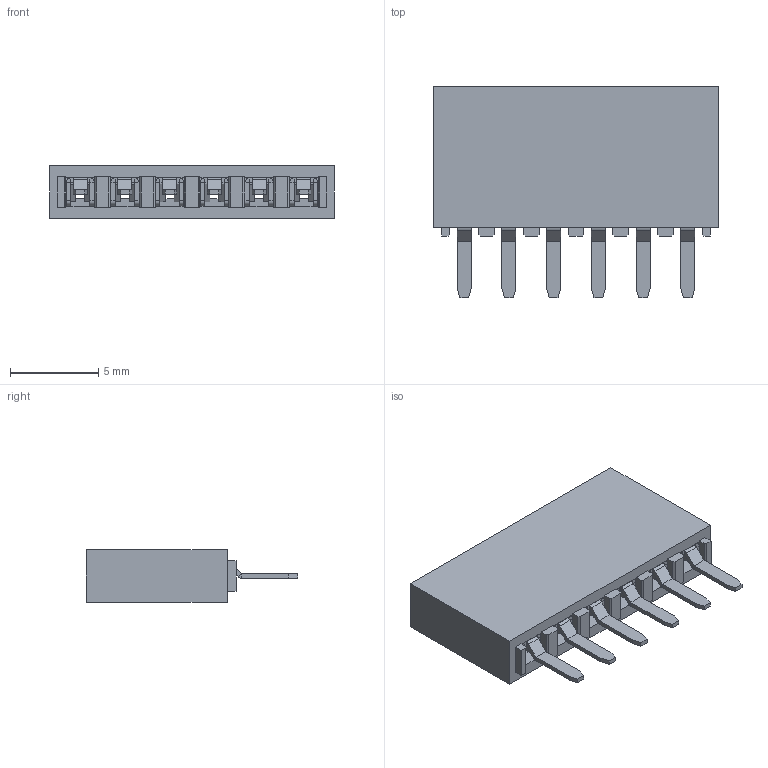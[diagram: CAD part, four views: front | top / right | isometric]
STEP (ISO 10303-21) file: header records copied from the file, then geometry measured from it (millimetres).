
FILE_DESCRIPTION(/* description */ (''),/* implementation_level */ '2;1');
FILE_NAME(/* name */ '624-06-1-20-xx.stp',/* time_stamp */ '2025-05-27T11:58:26+08:00',/* author */ (''),/* organization */ (''),/* preprocessor_version */ 'ST-DEVELOPER v15',/* originating_system */ 'SIEMENS PLM Software NX 9.0',/* authorisation */ '');
FILE_SCHEMA (('AP203_CONFIGURATION_CONTROLLED_3D_DESIGN_OF_MECHANICAL_PARTS_AND_ASSEMBLIES_MIM_LF { 1 0 10303 403 2 1 2}'));
Length unit declared in the file: millimetre
Products named in the file (1): 624-06-1-20-xx
Bounding box: 16.14 x 12 x 3 mm (x, y, z)
Volume: 310.1 mm3; surface area: 1095.9 mm2
Topology: 7 solids, 7 shells, 803 faces, 1956 edges, 1168 vertices
Faces by surface type: plane 575, cylinder 228
Entity records: 23046 total; most frequent: DIRECTION 4020, CARTESIAN_POINT 3928, ORIENTED_EDGE 3912, EDGE_CURVE 1956, LINE 1500, VECTOR 1500, AXIS2_PLACEMENT_3D 1260, VERTEX_POINT 1168
